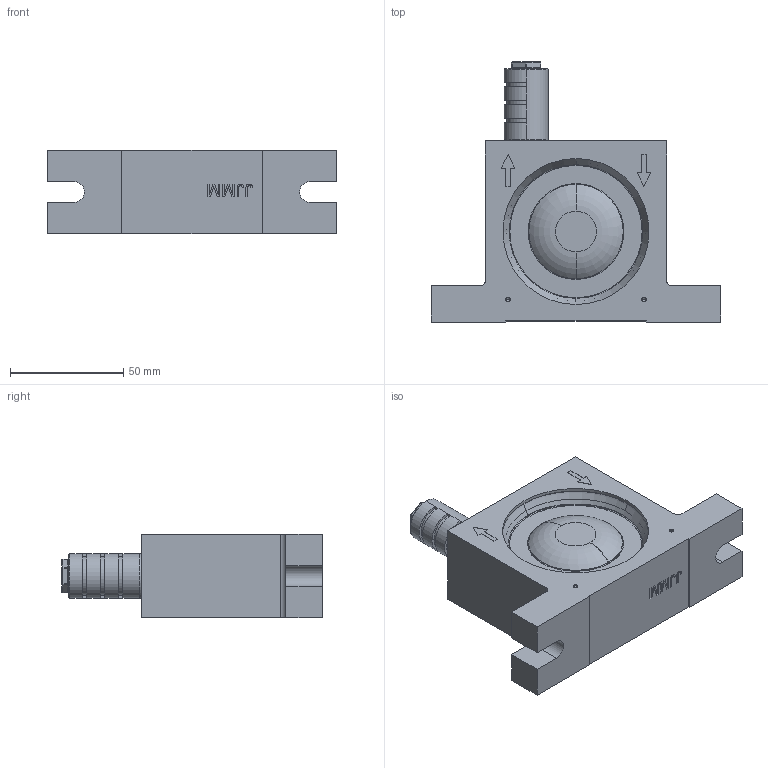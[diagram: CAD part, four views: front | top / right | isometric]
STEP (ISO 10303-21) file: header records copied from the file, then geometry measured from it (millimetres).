
FILE_DESCRIPTION (( 'STEP AP214' ), '1' );
FILE_NAME ('NCB 10 Kugelvibrator # 01810000.STEP', '2022-07-08T07:23:56', ( '' ), ( '' ), 'SwSTEP 2.0', 'SolidWorks 2015', '' );
FILE_SCHEMA (( 'AUTOMOTIVE_DESIGN' ));
Length unit declared in the file: millimetre
Products named in the file (1): NCB 10 Kugelvibrator # 01810000
Bounding box: 128 x 115 x 37 mm (x, y, z)
Volume: 186851.6 mm3; surface area: 47802.7 mm2
Topology: 3 solids, 3 shells, 232 faces, 556 edges, 336 vertices
Faces by surface type: plane 104, cylinder 54, cone 27, torus 27, bspline 12, sphere 8
Entity records: 7462 total; most frequent: CARTESIAN_POINT 2005, DIRECTION 1137, ORIENTED_EDGE 1092, EDGE_CURVE 546, AXIS2_PLACEMENT_3D 402, VERTEX_POINT 336, VECTOR 333, LINE 333
